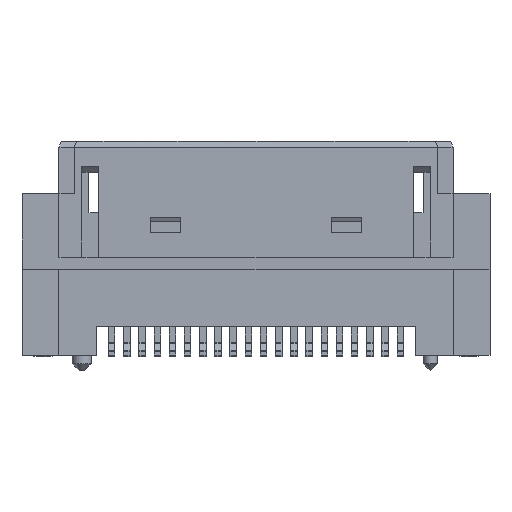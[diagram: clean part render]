
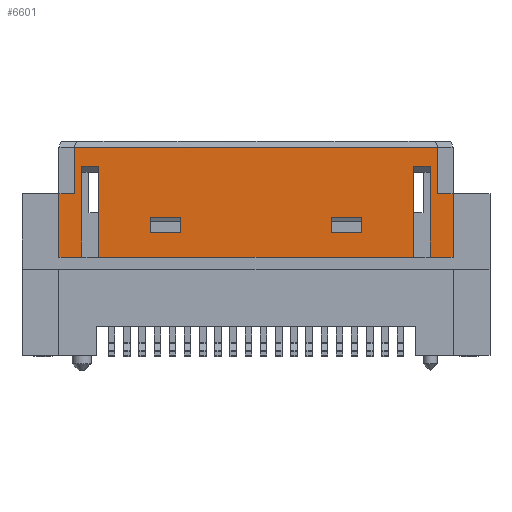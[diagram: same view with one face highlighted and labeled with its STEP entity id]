
A CAD part, top view. The second image highlights one B-rep face of the part: STEP entity #6601.
In plain terms, the highlighted planar face has unit normal (0, 0, 1).
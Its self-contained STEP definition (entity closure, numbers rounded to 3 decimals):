
#5432=FACE_BOUND('',#9329,.T.);
#5433=FACE_BOUND('',#9330,.T.);
#5434=FACE_BOUND('',#9331,.T.);
#6601=ADVANCED_FACE('PLAN_FACE485',(#5432,#5433,#5434),#7448,.F.);
#7448=PLANE('',#25506);
#9329=EDGE_LOOP('',(#12836,#12837,#12838,#12839));
#9330=EDGE_LOOP('',(#12840,#12841,#12842,#12843));
#9331=EDGE_LOOP('',(#12844,#12845,#12846,#12847,#12848,#12849,#12850,#12851,
#12852,#12853,#12854,#12855,#12856,#12857,#12858,#12859));
#12836=ORIENTED_EDGE('',*,*,#18597,.T.);
#12837=ORIENTED_EDGE('',*,*,#19344,.T.);
#12838=ORIENTED_EDGE('',*,*,#17369,.F.);
#12839=ORIENTED_EDGE('',*,*,#19345,.F.);
#12840=ORIENTED_EDGE('',*,*,#19346,.T.);
#12841=ORIENTED_EDGE('',*,*,#18953,.F.);
#12842=ORIENTED_EDGE('',*,*,#19347,.F.);
#12843=ORIENTED_EDGE('',*,*,#17661,.T.);
#12844=ORIENTED_EDGE('',*,*,#17130,.T.);
#12845=ORIENTED_EDGE('',*,*,#19330,.F.);
#12846=ORIENTED_EDGE('',*,*,#19166,.F.);
#12847=ORIENTED_EDGE('',*,*,#19348,.F.);
#12848=ORIENTED_EDGE('',*,*,#19349,.T.);
#12849=ORIENTED_EDGE('',*,*,#17879,.F.);
#12850=ORIENTED_EDGE('',*,*,#17554,.F.);
#12851=ORIENTED_EDGE('',*,*,#19350,.F.);
#12852=ORIENTED_EDGE('',*,*,#19351,.T.);
#12853=ORIENTED_EDGE('',*,*,#19352,.T.);
#12854=ORIENTED_EDGE('',*,*,#17720,.F.);
#12855=ORIENTED_EDGE('',*,*,#19353,.F.);
#12856=ORIENTED_EDGE('',*,*,#19354,.T.);
#12857=ORIENTED_EDGE('',*,*,#19355,.T.);
#12858=ORIENTED_EDGE('',*,*,#19356,.F.);
#12859=ORIENTED_EDGE('',*,*,#17988,.F.);
#15299=VERTEX_POINT('',#31058);
#15300=VERTEX_POINT('',#31060);
#15528=VERTEX_POINT('',#31584);
#15530=VERTEX_POINT('',#31588);
#15699=VERTEX_POINT('',#31983);
#15700=VERTEX_POINT('',#31984);
#15797=VERTEX_POINT('',#32211);
#15798=VERTEX_POINT('',#32213);
#15849=VERTEX_POINT('',#32335);
#15850=VERTEX_POINT('',#32337);
#15980=VERTEX_POINT('',#32656);
#16074=VERTEX_POINT('',#32886);
#16518=VERTEX_POINT('',#34108);
#16519=VERTEX_POINT('',#34109);
#16759=VERTEX_POINT('',#34767);
#16760=VERTEX_POINT('',#34769);
#16882=VERTEX_POINT('',#35178);
#16883=VERTEX_POINT('',#35180);
#16970=VERTEX_POINT('',#35530);
#16971=VERTEX_POINT('',#35533);
#16972=VERTEX_POINT('',#35535);
#16973=VERTEX_POINT('',#35538);
#16974=VERTEX_POINT('',#35540);
#16975=VERTEX_POINT('',#35542);
#17130=EDGE_CURVE('',#15300,#15299,#19879,.T.);
#17369=EDGE_CURVE('',#15530,#15528,#20083,.T.);
#17554=EDGE_CURVE('',#15699,#15700,#20228,.T.);
#17661=EDGE_CURVE('',#15798,#15797,#20320,.T.);
#17720=EDGE_CURVE('',#15849,#15850,#20374,.T.);
#17879=EDGE_CURVE('',#15700,#15980,#20518,.T.);
#17988=EDGE_CURVE('',#15300,#16074,#20606,.T.);
#18597=EDGE_CURVE('',#16518,#16519,#21118,.T.);
#18953=EDGE_CURVE('',#16759,#16760,#21453,.T.);
#19166=EDGE_CURVE('',#16882,#16883,#21646,.T.);
#19330=EDGE_CURVE('',#16883,#15299,#21789,.T.);
#19344=EDGE_CURVE('',#16519,#15528,#21801,.T.);
#19345=EDGE_CURVE('',#16518,#15530,#21802,.T.);
#19346=EDGE_CURVE('',#15797,#16760,#21803,.T.);
#19347=EDGE_CURVE('',#15798,#16759,#21804,.T.);
#19348=EDGE_CURVE('',#16970,#16882,#21805,.T.);
#19349=EDGE_CURVE('',#16970,#15980,#21806,.T.);
#19350=EDGE_CURVE('',#16971,#15699,#21807,.T.);
#19351=EDGE_CURVE('',#16971,#16972,#21808,.T.);
#19352=EDGE_CURVE('',#16972,#15850,#21809,.T.);
#19353=EDGE_CURVE('',#16973,#15849,#21810,.T.);
#19354=EDGE_CURVE('',#16973,#16974,#21811,.T.);
#19355=EDGE_CURVE('',#16974,#16975,#21812,.T.);
#19356=EDGE_CURVE('',#16074,#16975,#21813,.T.);
#19879=LINE('',#31059,#22265);
#20083=LINE('',#31589,#22469);
#20228=LINE('',#31982,#22614);
#20320=LINE('',#32212,#22706);
#20374=LINE('',#32336,#22760);
#20518=LINE('',#32658,#22904);
#20606=LINE('',#32885,#22992);
#21118=LINE('',#34107,#23504);
#21453=LINE('',#34768,#23839);
#21646=LINE('',#35179,#24032);
#21789=LINE('',#35495,#24175);
#21801=LINE('',#35525,#24187);
#21802=LINE('',#35526,#24188);
#21803=LINE('',#35527,#24189);
#21804=LINE('',#35528,#24190);
#21805=LINE('',#35529,#24191);
#21806=LINE('',#35531,#24192);
#21807=LINE('',#35532,#24193);
#21808=LINE('',#35534,#24194);
#21809=LINE('',#35536,#24195);
#21810=LINE('',#35537,#24196);
#21811=LINE('',#35539,#24197);
#21812=LINE('',#35541,#24198);
#21813=LINE('',#35543,#24199);
#22265=VECTOR('',#26003,1.);
#22469=VECTOR('',#26381,1.);
#22614=VECTOR('',#26686,1.);
#22706=VECTOR('',#26856,1.);
#22760=VECTOR('',#26946,1.);
#22904=VECTOR('',#27184,1.);
#22992=VECTOR('',#27364,1.);
#23504=VECTOR('',#28408,1.);
#23839=VECTOR('',#28911,1.);
#24032=VECTOR('',#29294,1.);
#24175=VECTOR('',#29625,1.);
#24187=VECTOR('',#29657,1.);
#24188=VECTOR('',#29658,1.);
#24189=VECTOR('',#29659,1.);
#24190=VECTOR('',#29660,1.);
#24191=VECTOR('',#29661,1.);
#24192=VECTOR('',#29662,1.);
#24193=VECTOR('',#29663,1.);
#24194=VECTOR('',#29664,1.);
#24195=VECTOR('',#29665,1.);
#24196=VECTOR('',#29666,1.);
#24197=VECTOR('',#29667,1.);
#24198=VECTOR('',#29668,1.);
#24199=VECTOR('',#29669,1.);
#25506=AXIS2_PLACEMENT_3D('',#35544,#29670,#29671);
#26003=DIRECTION('',(0.,-1.,0.));
#26381=DIRECTION('',(1.,0.,0.));
#26686=DIRECTION('',(0.,1.,0.));
#26856=DIRECTION('',(-1.,0.,0.));
#26946=DIRECTION('',(0.,1.,0.));
#27184=DIRECTION('',(-1.,0.,0.));
#27364=DIRECTION('',(1.,0.,0.));
#28408=DIRECTION('',(1.,0.,0.));
#28911=DIRECTION('',(-1.,0.,0.));
#29294=DIRECTION('',(0.,1.,0.));
#29625=DIRECTION('',(1.,0.,0.));
#29657=DIRECTION('',(0.,-1.,0.));
#29658=DIRECTION('',(0.,-1.,0.));
#29659=DIRECTION('',(0.,1.,0.));
#29660=DIRECTION('',(0.,1.,0.));
#29661=DIRECTION('',(-1.,0.,0.));
#29662=DIRECTION('',(0.,1.,0.));
#29663=DIRECTION('',(-1.,0.,0.));
#29664=DIRECTION('',(0.,1.,0.));
#29665=DIRECTION('',(1.,0.,0.));
#29666=DIRECTION('',(-1.,0.,0.));
#29667=DIRECTION('',(0.,1.,0.));
#29668=DIRECTION('',(-1.,0.,0.));
#29669=DIRECTION('',(0.,-1.,0.));
#29670=DIRECTION('',(0.,0.,-1.));
#29671=DIRECTION('',(0.,1.,0.));
#31058=CARTESIAN_POINT('',(-7.59,2.275,1.79));
#31059=CARTESIAN_POINT('',(-7.59,4.225,1.79));
#31060=CARTESIAN_POINT('',(-7.59,4.225,1.79));
#31584=CARTESIAN_POINT('',(4.425,0.675,1.79));
#31588=CARTESIAN_POINT('',(3.15,0.675,1.79));
#31589=CARTESIAN_POINT('',(3.15,0.675,1.79));
#31982=CARTESIAN_POINT('',(-6.585,-0.375,1.79));
#31983=CARTESIAN_POINT('',(-6.585,-0.375,1.79));
#31984=CARTESIAN_POINT('',(-6.585,3.425,1.79));
#32211=CARTESIAN_POINT('',(-4.425,0.675,1.79));
#32212=CARTESIAN_POINT('',(-3.15,0.675,1.79));
#32213=CARTESIAN_POINT('',(-3.15,0.675,1.79));
#32335=CARTESIAN_POINT('',(7.285,-0.375,1.79));
#32336=CARTESIAN_POINT('',(7.285,-0.375,1.79));
#32337=CARTESIAN_POINT('',(7.285,3.425,1.79));
#32656=CARTESIAN_POINT('',(-7.285,3.425,1.79));
#32658=CARTESIAN_POINT('',(-6.585,3.425,1.79));
#32885=CARTESIAN_POINT('',(-7.59,4.225,1.79));
#32886=CARTESIAN_POINT('',(7.59,4.225,1.79));
#34107=CARTESIAN_POINT('',(3.15,1.275,1.79));
#34108=CARTESIAN_POINT('',(3.15,1.275,1.79));
#34109=CARTESIAN_POINT('',(4.425,1.275,1.79));
#34767=CARTESIAN_POINT('',(-3.15,1.275,1.79));
#34768=CARTESIAN_POINT('',(-3.15,1.275,1.79));
#34769=CARTESIAN_POINT('',(-4.425,1.275,1.79));
#35178=CARTESIAN_POINT('',(-8.24,-0.375,1.79));
#35179=CARTESIAN_POINT('',(-8.24,-0.375,1.79));
#35180=CARTESIAN_POINT('',(-8.24,2.275,1.79));
#35495=CARTESIAN_POINT('',(-8.24,2.275,1.79));
#35525=CARTESIAN_POINT('',(4.425,0.903,1.79));
#35526=CARTESIAN_POINT('',(3.15,1.275,1.79));
#35527=CARTESIAN_POINT('',(-4.425,0.675,1.79));
#35528=CARTESIAN_POINT('',(-3.15,0.675,1.79));
#35529=CARTESIAN_POINT('',(-7.285,-0.375,1.79));
#35530=CARTESIAN_POINT('',(-7.285,-0.375,1.79));
#35531=CARTESIAN_POINT('',(-7.285,-0.375,1.79));
#35532=CARTESIAN_POINT('',(6.585,-0.375,1.79));
#35533=CARTESIAN_POINT('',(6.585,-0.375,1.79));
#35534=CARTESIAN_POINT('',(6.585,-0.375,1.79));
#35535=CARTESIAN_POINT('',(6.585,3.425,1.79));
#35536=CARTESIAN_POINT('',(6.585,3.425,1.79));
#35537=CARTESIAN_POINT('',(8.24,-0.375,1.79));
#35538=CARTESIAN_POINT('',(8.24,-0.375,1.79));
#35539=CARTESIAN_POINT('',(8.24,-0.375,1.79));
#35540=CARTESIAN_POINT('',(8.24,2.275,1.79));
#35541=CARTESIAN_POINT('',(8.24,2.275,1.79));
#35542=CARTESIAN_POINT('',(7.59,2.275,1.79));
#35543=CARTESIAN_POINT('',(7.59,4.225,1.79));
#35544=CARTESIAN_POINT('',(9.785,-0.375,1.79));
